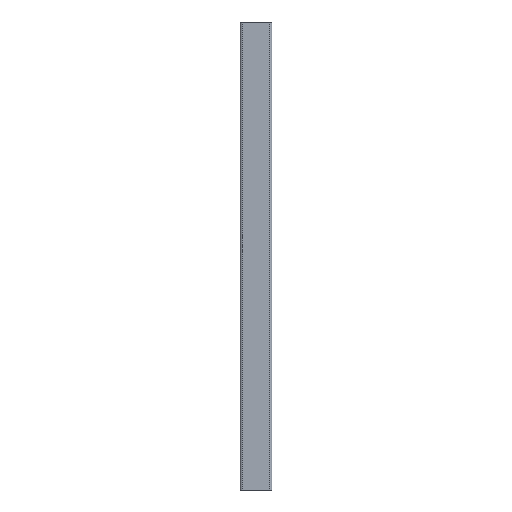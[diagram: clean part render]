
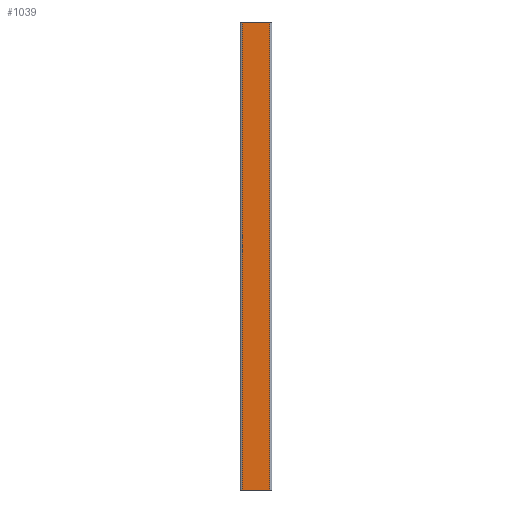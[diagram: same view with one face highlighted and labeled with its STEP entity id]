
A CAD part, front view. The second image highlights one B-rep face of the part: STEP entity #1039.
In plain terms, the highlighted planar face has unit normal (0, -1, 0).
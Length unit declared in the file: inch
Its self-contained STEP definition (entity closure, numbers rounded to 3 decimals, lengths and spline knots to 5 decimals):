
#4 = AXIS2_PLACEMENT_3D ( 'NONE', #209, #197, #195 ) ;
#83 = FACE_OUTER_BOUND ( 'NONE', #1003, .T. ) ;
#195 = DIRECTION ( 'NONE',  ( -1., 0., 0. ) ) ;
#197 = DIRECTION ( 'NONE',  ( 0., 1., 0. ) ) ;
#208 = PLANE ( 'NONE',  #4 ) ;
#209 = CARTESIAN_POINT ( 'NONE',  ( -0.34625, -0.163, 6. ) ) ;
#230 = LINE ( 'NONE', #600, #256 ) ;
#240 = VECTOR ( 'NONE', #566, 39.37008 ) ;
#254 = LINE ( 'NONE', #567, #240 ) ;
#256 = VECTOR ( 'NONE', #580, 39.37008 ) ;
#345 = VECTOR ( 'NONE', #509, 39.37008 ) ;
#346 = LINE ( 'NONE', #510, #345 ) ;
#373 = VECTOR ( 'NONE', #576, 39.37008 ) ;
#377 = LINE ( 'NONE', #588, #373 ) ;
#509 = DIRECTION ( 'NONE',  ( 1., 0., 0. ) ) ;
#510 = CARTESIAN_POINT ( 'NONE',  ( -0.34625, -0.163, -6. ) ) ;
#566 = DIRECTION ( 'NONE',  ( 1., 0., 0. ) ) ;
#567 = CARTESIAN_POINT ( 'NONE',  ( -0.34625, -0.163, 6. ) ) ;
#576 = DIRECTION ( 'NONE',  ( 0., 0., -1. ) ) ;
#580 = DIRECTION ( 'NONE',  ( 0., 0., -1. ) ) ;
#588 = CARTESIAN_POINT ( 'NONE',  ( -0.34625, -0.163, 6. ) ) ;
#600 = CARTESIAN_POINT ( 'NONE',  ( 0.34625, -0.163, 6. ) ) ;
#709 = CARTESIAN_POINT ( 'NONE',  ( 0.34625, -0.163, 6. ) ) ;
#711 = CARTESIAN_POINT ( 'NONE',  ( 0.34625, -0.163, -6. ) ) ;
#718 = CARTESIAN_POINT ( 'NONE',  ( -0.34625, -0.163, -6. ) ) ;
#721 = CARTESIAN_POINT ( 'NONE',  ( -0.34625, -0.163, 6. ) ) ;
#738 = VERTEX_POINT ( 'NONE', #721 ) ;
#739 = VERTEX_POINT ( 'NONE', #718 ) ;
#746 = VERTEX_POINT ( 'NONE', #711 ) ;
#748 = VERTEX_POINT ( 'NONE', #709 ) ;
#823 = EDGE_CURVE ( 'NONE', #738, #739, #377, .T. ) ;
#868 = EDGE_CURVE ( 'NONE', #748, #746, #230, .T. ) ;
#872 = EDGE_CURVE ( 'NONE', #738, #748, #254, .T. ) ;
#893 = EDGE_CURVE ( 'NONE', #739, #746, #346, .T. ) ;
#978 = ORIENTED_EDGE ( 'NONE', *, *, #868, .F. ) ;
#981 = ORIENTED_EDGE ( 'NONE', *, *, #823, .T. ) ;
#984 = ORIENTED_EDGE ( 'NONE', *, *, #872, .F. ) ;
#990 = ORIENTED_EDGE ( 'NONE', *, *, #893, .T. ) ;
#1003 = EDGE_LOOP ( 'NONE', ( #990, #978, #984, #981 ) ) ;
#1039 = ADVANCED_FACE ( 'NONE', ( #83 ), #208, .F. ) ;
